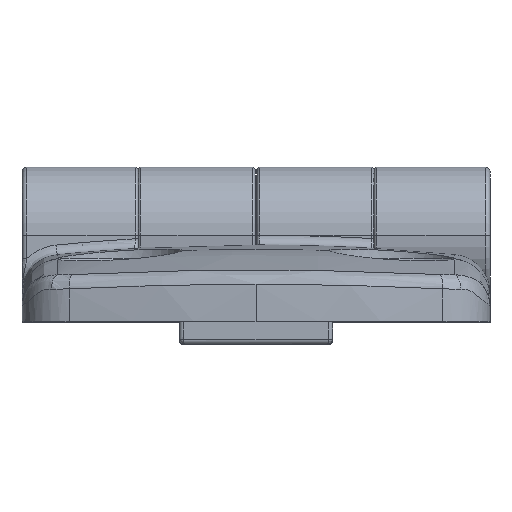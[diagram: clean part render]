
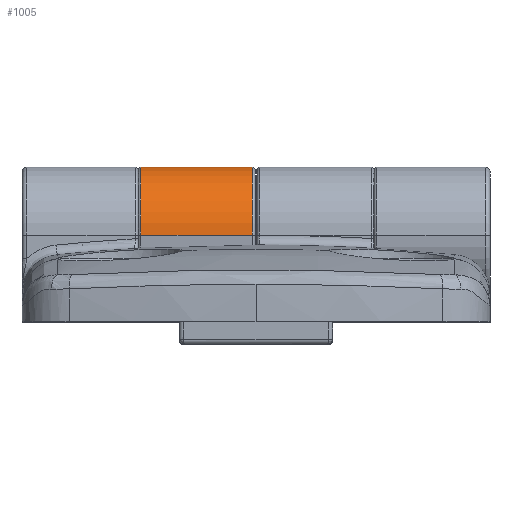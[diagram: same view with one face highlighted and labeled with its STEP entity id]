
A CAD part, top view. The second image highlights one B-rep face of the part: STEP entity #1005.
In plain terms, the highlighted cylindrical face has radius 7 mm (diameter 14 mm), a partial arc.
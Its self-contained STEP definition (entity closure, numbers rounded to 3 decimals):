
#1005=ADVANCED_FACE('NONE',(#2781),#2782,.T.);
#2781=FACE_OUTER_BOUND('',#5355,.T.);
#2782=CYLINDRICAL_SURFACE('',#5356,7.0);
#5355=EDGE_LOOP('',(#11136,#11137,#11138,#11139));
#5356=AXIS2_PLACEMENT_3D('',#11140,#11141,#11142);
#11136=ORIENTED_EDGE('',*,*,#18003,.F.);
#11137=ORIENTED_EDGE('',*,*,#17873,.T.);
#11138=ORIENTED_EDGE('',*,*,#18143,.T.);
#11139=ORIENTED_EDGE('',*,*,#17881,.T.);
#11140=CARTESIAN_POINT('',(24.0,8.9,0.0));
#11141=DIRECTION('',(1.0,0.0,-0.0));
#11142=DIRECTION('',(0.0,0.0,1.0));
#17873=EDGE_CURVE('NONE',#20792,#20796,#20798,.T.);
#17881=EDGE_CURVE('NONE',#20812,#20809,#20813,.T.);
#18003=EDGE_CURVE('NONE',#20792,#20809,#21010,.T.);
#18143=EDGE_CURVE('NONE',#20796,#20812,#21250,.T.);
#20792=VERTEX_POINT('NONE',#24940);
#20796=VERTEX_POINT('NONE',#24944);
#20798=CIRCLE('',#24946,7.0);
#20809=VERTEX_POINT('NONE',#24957);
#20812=VERTEX_POINT('NONE',#24960);
#20813=CIRCLE('',#24961,7.0);
#21010=LINE('',#25291,#25292);
#21250=LINE('',#25871,#25872);
#24940=CARTESIAN_POINT('',(-0.4,8.9,7.0));
#24944=CARTESIAN_POINT('',(-0.4,8.9,-7.0));
#24946=AXIS2_PLACEMENT_3D('',#32707,#32708,#32709);
#24957=CARTESIAN_POINT('',(-11.8,8.9,7.0));
#24960=CARTESIAN_POINT('',(-11.8,8.9,-7.0));
#24961=AXIS2_PLACEMENT_3D('',#32725,#32726,#32727);
#25291=CARTESIAN_POINT('',(24.0,8.9,7.0));
#25292=VECTOR('',#32928,1000.0);
#25871=CARTESIAN_POINT('',(24.0,8.9,-7.0));
#25872=VECTOR('',#33118,1000.0);
#32707=CARTESIAN_POINT('',(-0.4,8.9,0.0));
#32708=DIRECTION('',(-1.0,0.0,-0.0));
#32709=DIRECTION('',(0.0,0.0,-1.0));
#32725=CARTESIAN_POINT('',(-11.8,8.9,0.0));
#32726=DIRECTION('',(1.0,-0.0,0.0));
#32727=DIRECTION('',(0.0,0.0,-1.0));
#32928=DIRECTION('',(-1.0,-0.0,-0.0));
#33118=DIRECTION('',(-1.0,-0.0,-0.0));
